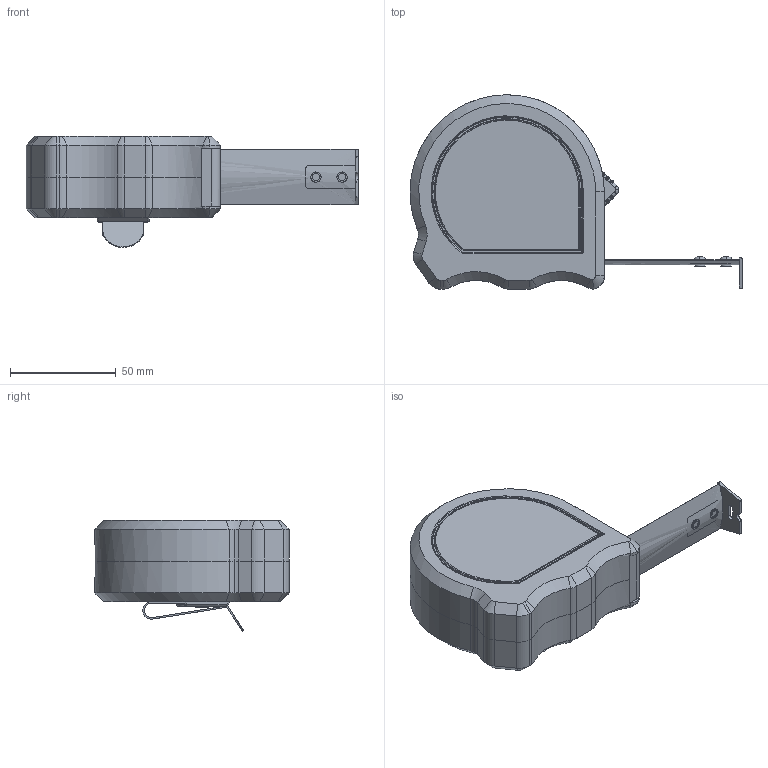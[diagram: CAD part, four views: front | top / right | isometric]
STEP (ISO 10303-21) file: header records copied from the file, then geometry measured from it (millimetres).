
FILE_DESCRIPTION(('FreeCAD Model'),'2;1');
FILE_NAME('Open CASCADE Shape Model','2025-05-01T10:02:24',('FreeCAD'),( 'FreeCAD'),'Open CASCADE STEP processor 7.6','FreeCAD','Unknown');
FILE_SCHEMA(('AUTOMOTIVE_DESIGN { 1 0 10303 214 1 1 1 1 }'));
Length unit declared in the file: millimetre
Products named in the file (1): Open CASCADE STEP translator 7.6 1
Bounding box: 156.91 x 91.81 x 52.49 mm (x, y, z)
Volume: 145712.3 mm3; surface area: 60168 mm2
Topology: 5 solids, 5 shells, 571 faces, 1484 edges, 914 vertices
Faces by surface type: bspline 571
Entity records: 18717 total; most frequent: CARTESIAN_POINT 10429, ORIENTED_EDGE 2916, EDGE_CURVE 1458, B_SPLINE_CURVE_WITH_KNOTS 941, VERTEX_POINT 914, FACE_BOUND 596, EDGE_LOOP 596, ADVANCED_FACE 571
